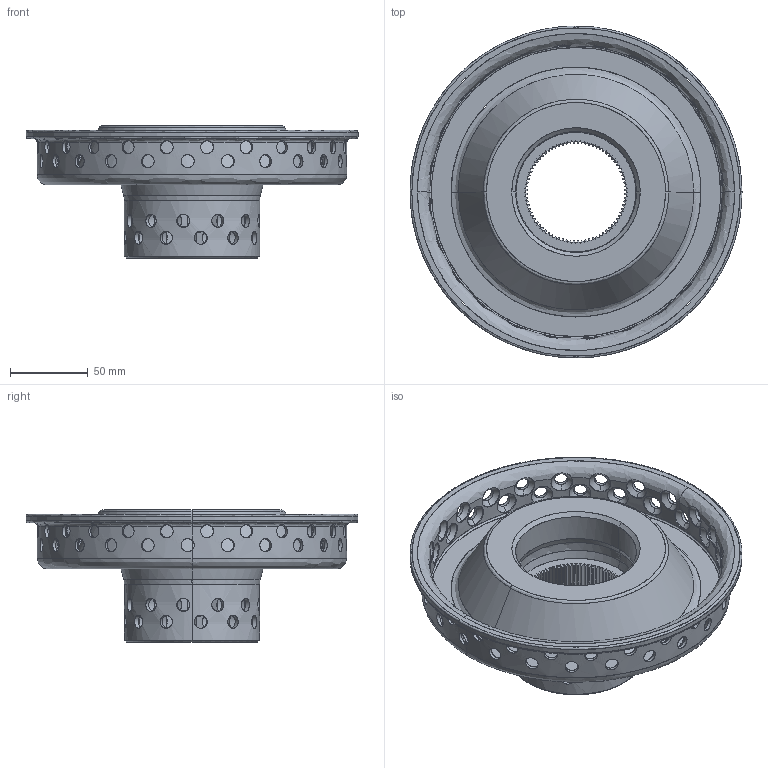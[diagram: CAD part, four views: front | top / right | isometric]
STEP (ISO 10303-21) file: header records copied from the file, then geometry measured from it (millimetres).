
FILE_DESCRIPTION(('FreeCAD Model'),'2;1');
FILE_NAME('Open CASCADE Shape Model','2025-05-04T06:44:49',('FreeCAD'),( 'FreeCAD'),'Open CASCADE STEP processor 7.6','FreeCAD','Unknown');
FILE_SCHEMA(('AUTOMOTIVE_DESIGN { 1 0 10303 214 1 1 1 1 }'));
Products named in the file (1): Open CASCADE STEP translator 7.6 1
Bounding box: 213.24 x 213.14 x 85.05 mm (x, y, z)
Surface area: 143573.9 mm2 (no closed solid volume)
Topology: 0 solids, 907 shells, 907 faces, 14394 edges, 14394 vertices
Faces by surface type: bspline 907
Entity records: 139843 total; most frequent: CARTESIAN_POINT 78941, ORIENTED_EDGE 14394, EDGE_CURVE 14394, VERTEX_POINT 14394, B_SPLINE_CURVE_WITH_KNOTS 12850, FACE_BOUND 983, EDGE_LOOP 983, SHELL_BASED_SURFACE_MODEL 907
